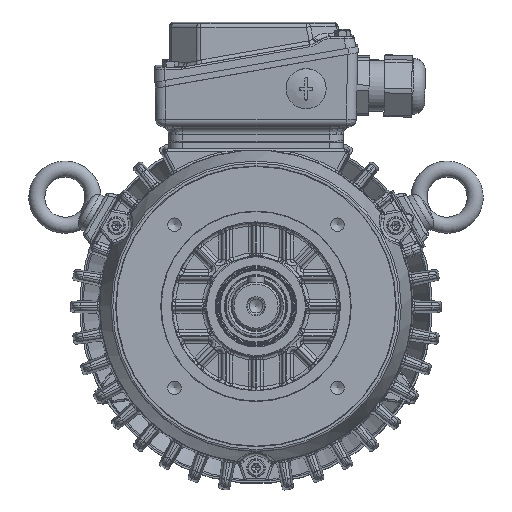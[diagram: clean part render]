
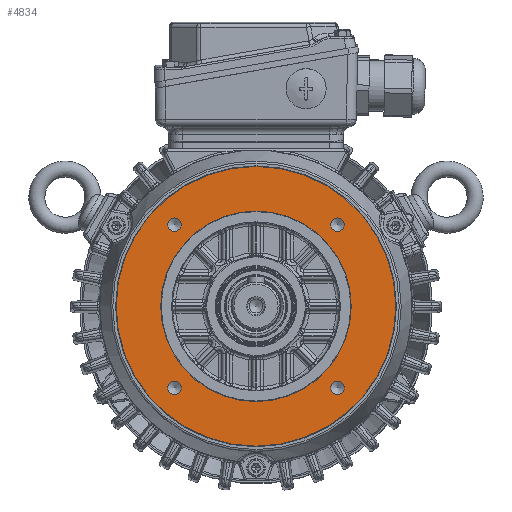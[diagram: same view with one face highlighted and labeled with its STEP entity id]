
A CAD part, top view. The second image highlights one B-rep face of the part: STEP entity #4834.
In plain terms, the highlighted planar face has unit normal (0, 0, 1).
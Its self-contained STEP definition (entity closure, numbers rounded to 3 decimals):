
#1989=PLANE('',#53705);
#2786=FACE_BOUND('',#11189,.T.);
#2787=FACE_BOUND('',#11190,.T.);
#2788=FACE_BOUND('',#11191,.T.);
#2789=FACE_BOUND('',#11192,.T.);
#2790=FACE_BOUND('',#11193,.T.);
#2791=FACE_BOUND('',#11194,.T.);
#4834=ADVANCED_FACE('',(#2786,#2787,#2788,#2789,#2790,#2791),#1989,.T.);
#11189=EDGE_LOOP('',(#24128));
#11190=EDGE_LOOP('',(#24129));
#11191=EDGE_LOOP('',(#24130));
#11192=EDGE_LOOP('',(#24131));
#11193=EDGE_LOOP('',(#24132));
#11194=EDGE_LOOP('',(#24133));
#24128=ORIENTED_EDGE('',*,*,#42740,.T.);
#24129=ORIENTED_EDGE('',*,*,#42749,.T.);
#24130=ORIENTED_EDGE('',*,*,#42191,.T.);
#24131=ORIENTED_EDGE('',*,*,#42189,.T.);
#24132=ORIENTED_EDGE('',*,*,#42792,.T.);
#24133=ORIENTED_EDGE('',*,*,#42793,.T.);
#36416=VERTEX_POINT('',#75212);
#36419=VERTEX_POINT('',#75219);
#36634=VERTEX_POINT('',#79221);
#36638=VERTEX_POINT('',#79317);
#36639=VERTEX_POINT('',#79549);
#36640=VERTEX_POINT('',#79551);
#42189=EDGE_CURVE('',#36416,#36416,#50260,.T.);
#42191=EDGE_CURVE('',#36419,#36419,#50262,.T.);
#42740=EDGE_CURVE('',#36634,#36634,#50534,.T.);
#42749=EDGE_CURVE('',#36638,#36638,#50538,.T.);
#42792=EDGE_CURVE('',#36639,#36639,#50550,.T.);
#42793=EDGE_CURVE('',#36640,#36640,#50551,.T.);
#50260=CIRCLE('',#53229,3.4);
#50262=CIRCLE('',#53233,3.4);
#50534=CIRCLE('',#53677,69.732);
#50538=CIRCLE('',#53689,47.5);
#50550=CIRCLE('',#53703,3.4);
#50551=CIRCLE('',#53704,3.4);
#53229=AXIS2_PLACEMENT_3D('',#75211,#59419,#59420);
#53233=AXIS2_PLACEMENT_3D('',#75218,#59427,#59428);
#53677=AXIS2_PLACEMENT_3D('',#79220,#60428,#60429);
#53689=AXIS2_PLACEMENT_3D('',#79316,#60452,#60453);
#53703=AXIS2_PLACEMENT_3D('',#79548,#60480,#60481);
#53704=AXIS2_PLACEMENT_3D('',#79550,#60482,#60483);
#53705=AXIS2_PLACEMENT_3D('',#79552,#60484,#60485);
#59419=DIRECTION('',(0.,0.,-1.));
#59420=DIRECTION('',(-1.,0.,0.));
#59427=DIRECTION('',(0.,0.,-1.));
#59428=DIRECTION('',(-1.,0.,0.));
#60428=DIRECTION('',(0.,0.,1.));
#60429=DIRECTION('',(1.,0.,0.));
#60452=DIRECTION('',(0.,0.,-1.));
#60453=DIRECTION('',(1.,0.,0.));
#60480=DIRECTION('',(0.,0.,-1.));
#60481=DIRECTION('',(-1.,0.,0.));
#60482=DIRECTION('',(0.,0.,-1.));
#60483=DIRECTION('',(-1.,0.,0.));
#60484=DIRECTION('',(0.,0.,1.));
#60485=DIRECTION('',(1.,0.,0.));
#75211=CARTESIAN_POINT('',(20.465,20.465,41.4));
#75212=CARTESIAN_POINT('',(17.065,20.465,41.4));
#75218=CARTESIAN_POINT('',(-60.853,20.465,41.4));
#75219=CARTESIAN_POINT('',(-64.253,20.465,41.4));
#79220=CARTESIAN_POINT('',(-20.194,-20.194,41.4));
#79221=CARTESIAN_POINT('',(49.538,-20.194,41.4));
#79316=CARTESIAN_POINT('',(-20.194,-20.194,41.4));
#79317=CARTESIAN_POINT('',(27.306,-20.194,41.4));
#79548=CARTESIAN_POINT('',(20.465,-60.853,41.4));
#79549=CARTESIAN_POINT('',(17.065,-60.853,41.4));
#79550=CARTESIAN_POINT('',(-60.853,-60.853,41.4));
#79551=CARTESIAN_POINT('',(-64.253,-60.853,41.4));
#79552=CARTESIAN_POINT('',(-20.194,-20.194,41.4));
